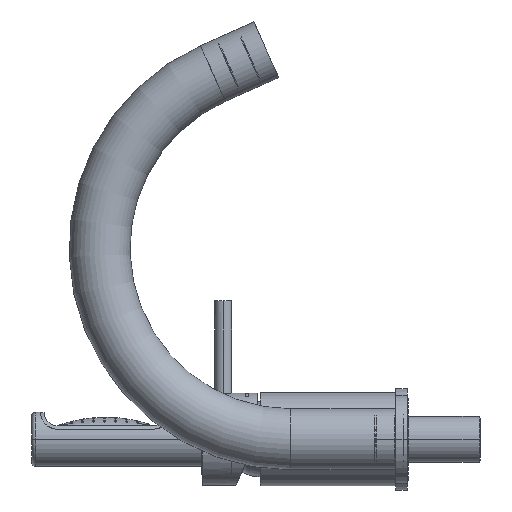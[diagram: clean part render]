
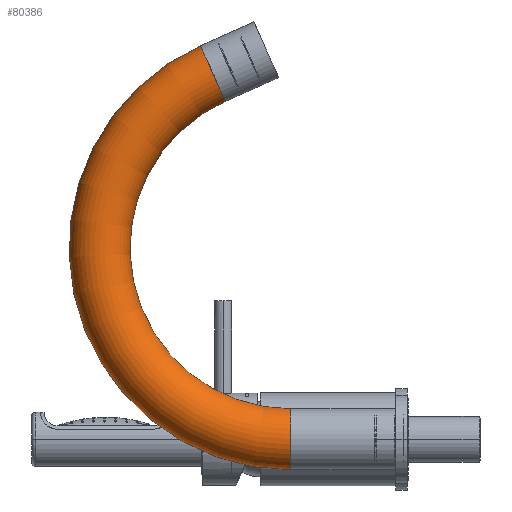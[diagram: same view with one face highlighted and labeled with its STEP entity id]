
A CAD part, left-side view. The second image highlights one B-rep face of the part: STEP entity #80386.
In plain terms, the highlighted toroidal (fillet/blend) face has major radius 113 mm and minor radius 18 mm.
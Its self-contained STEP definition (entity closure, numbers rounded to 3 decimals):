
#65107=CARTESIAN_POINT('',(-150.,62.,0.));
#65108=DIRECTION('',(0.,1.,0.));
#65109=DIRECTION('',(0.,0.,-1.));
#65110=AXIS2_PLACEMENT_3D('',#65107,#65108,#65109);
#65112=CARTESIAN_POINT('',(-150.,62.,113.));
#65113=DIRECTION('',(1.,0.,0.));
#65114=DIRECTION('',(0.,0.,-1.));
#65115=AXIS2_PLACEMENT_3D('',#65112,#65113,#65114);
#65122=CARTESIAN_POINT('',(-150.,62.,113.));
#65123=DIRECTION('',(1.,0.,0.));
#65124=DIRECTION('',(0.,0.,-1.));
#65125=AXIS2_PLACEMENT_3D('',#65122,#65123,#65124);
#65150=CARTESIAN_POINT('',(-150.,107.961,216.231));
#65151=DIRECTION('',(0.,-0.914,0.407));
#65152=DIRECTION('',(0.,0.407,0.914));
#65153=AXIS2_PLACEMENT_3D('',#65150,#65151,#65152);
#73021=CARTESIAN_POINT('',(-150.,62.,18.));
#73022=CARTESIAN_POINT('',(-150.,62.,-18.));
#73023=VERTEX_POINT('',#73021);
#73024=VERTEX_POINT('',#73022);
#73029=CARTESIAN_POINT('',(-150.,100.64,199.787));
#73030=CARTESIAN_POINT('',(-150.,115.283,232.674));
#73031=VERTEX_POINT('',#73029);
#73032=VERTEX_POINT('',#73030);
#80372=CARTESIAN_POINT('',(-150.,62.,113.));
#80373=DIRECTION('',(1.,0.,0.));
#80374=DIRECTION('',(0.,0.,1.));
#80375=AXIS2_PLACEMENT_3D('',#80372,#80373,#80374);
#80376=TOROIDAL_SURFACE('',#80375,113.,18.);
#80377=ORIENTED_EDGE('',*,*,#80359,.F.);
#80379=ORIENTED_EDGE('',*,*,#80378,.T.);
#80381=ORIENTED_EDGE('',*,*,#80380,.T.);
#80383=ORIENTED_EDGE('',*,*,#80382,.F.);
#80384=EDGE_LOOP('',(#80377,#80379,#80381,#80383));
#80385=FACE_OUTER_BOUND('',#80384,.F.);
#80386=ADVANCED_FACE('',(#80385),#80376,.T.);
#65111=CIRCLE('',#65110,18.);
#65116=CIRCLE('',#65115,131.);
#65126=CIRCLE('',#65125,95.);
#65154=CIRCLE('',#65153,18.);
#80359=EDGE_CURVE('',#73024,#73023,#65111,.T.);
#80378=EDGE_CURVE('',#73024,#73032,#65116,.T.);
#80380=EDGE_CURVE('',#73032,#73031,#65154,.T.);
#80382=EDGE_CURVE('',#73023,#73031,#65126,.T.);
